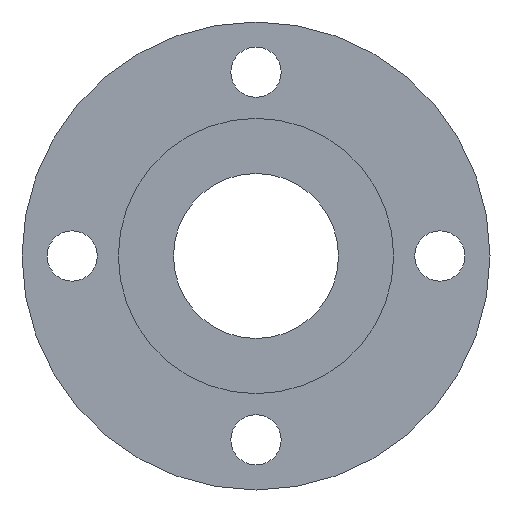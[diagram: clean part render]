
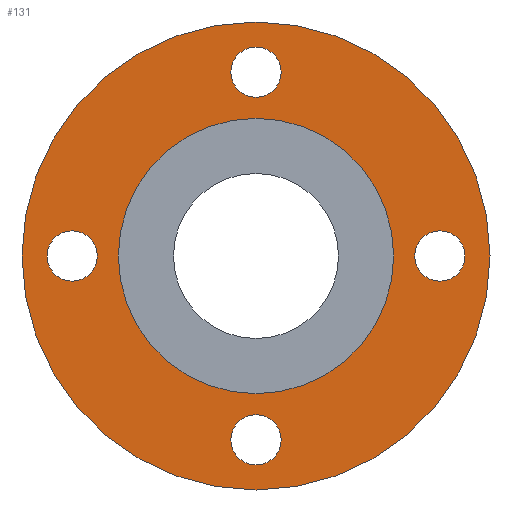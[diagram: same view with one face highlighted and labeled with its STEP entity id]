
A CAD part, front view. The second image highlights one B-rep face of the part: STEP entity #131.
In plain terms, the highlighted planar face has unit normal (0, -1, 0).
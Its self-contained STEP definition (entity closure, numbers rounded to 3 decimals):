
#3 = DIRECTION ( 'NONE',  ( 0., -1., 0. ) ) ;
#10 = EDGE_LOOP ( 'NONE', ( #511, #369 ) ) ;
#15 = DIRECTION ( 'NONE',  ( 0., 1., 0. ) ) ;
#21 = VERTEX_POINT ( 'NONE', #32 ) ;
#32 = CARTESIAN_POINT ( 'NONE',  ( -60.3, 1.6, 0. ) ) ;
#37 = DIRECTION ( 'NONE',  ( 0., -1., 0. ) ) ;
#51 = EDGE_CURVE ( 'NONE', #557, #890, #413, .T. ) ;
#57 = DIRECTION ( 'NONE',  ( 0., 0., 1. ) ) ;
#64 = FACE_BOUND ( 'NONE', #357, .T. ) ;
#72 = EDGE_CURVE ( 'NONE', #548, #729, #798, .T. ) ;
#74 = VERTEX_POINT ( 'NONE', #380 ) ;
#75 = DIRECTION ( 'NONE',  ( 0., 1., 0. ) ) ;
#99 = AXIS2_PLACEMENT_3D ( 'NONE', #734, #599, #252 ) ;
#114 = CARTESIAN_POINT ( 'NONE',  ( 0., 1.6, 69.85 ) ) ;
#119 = CARTESIAN_POINT ( 'NONE',  ( 0., 1.6, 0. ) ) ;
#123 = FACE_BOUND ( 'NONE', #816, .T. ) ;
#127 = EDGE_CURVE ( 'NONE', #595, #168, #663, .T. ) ;
#131 = ADVANCED_FACE ( 'NONE', ( #362, #687, #260, #123, #64, #682 ), #202, .T. ) ;
#136 = CARTESIAN_POINT ( 'NONE',  ( 0., 1.6, -69.85 ) ) ;
#139 = AXIS2_PLACEMENT_3D ( 'NONE', #562, #781, #502 ) ;
#149 = CIRCLE ( 'NONE', #530, 9.55 ) ;
#150 = CIRCLE ( 'NONE', #719, 9.55 ) ;
#157 = DIRECTION ( 'NONE',  ( 0., 0., 1. ) ) ;
#160 = DIRECTION ( 'NONE',  ( 0., -1., 0. ) ) ;
#167 = ORIENTED_EDGE ( 'NONE', *, *, #356, .T. ) ;
#168 = VERTEX_POINT ( 'NONE', #482 ) ;
#172 = CARTESIAN_POINT ( 'NONE',  ( -69.85, 1.6, 0. ) ) ;
#189 = DIRECTION ( 'NONE',  ( 0., 0., 1. ) ) ;
#202 = PLANE ( 'NONE',  #334 ) ;
#210 = CIRCLE ( 'NONE', #706, 9.55 ) ;
#211 = ORIENTED_EDGE ( 'NONE', *, *, #51, .F. ) ;
#232 = VERTEX_POINT ( 'NONE', #753 ) ;
#237 = ORIENTED_EDGE ( 'NONE', *, *, #763, .F. ) ;
#242 = EDGE_LOOP ( 'NONE', ( #264, #657 ) ) ;
#249 = EDGE_CURVE ( 'NONE', #890, #557, #462, .T. ) ;
#251 = AXIS2_PLACEMENT_3D ( 'NONE', #588, #37, #529 ) ;
#252 = DIRECTION ( 'NONE',  ( 0., 0., 1. ) ) ;
#260 = FACE_BOUND ( 'NONE', #10, .T. ) ;
#264 = ORIENTED_EDGE ( 'NONE', *, *, #127, .F. ) ;
#265 = CARTESIAN_POINT ( 'NONE',  ( 0., 1.6, 52.3 ) ) ;
#267 = DIRECTION ( 'NONE',  ( 0., 0., -1. ) ) ;
#277 = EDGE_CURVE ( 'NONE', #168, #595, #210, .T. ) ;
#296 = EDGE_LOOP ( 'NONE', ( #237, #784 ) ) ;
#297 = CARTESIAN_POINT ( 'NONE',  ( 79.4, 1.6, 0. ) ) ;
#298 = CARTESIAN_POINT ( 'NONE',  ( 0., 1.6, -79.4 ) ) ;
#302 = DIRECTION ( 'NONE',  ( 1., 0., 0. ) ) ;
#307 = CARTESIAN_POINT ( 'NONE',  ( 69.85, 1.6, 0. ) ) ;
#318 = CIRCLE ( 'NONE', #909, 52.3 ) ;
#320 = CARTESIAN_POINT ( 'NONE',  ( 60.3, 1.6, 0. ) ) ;
#329 = CARTESIAN_POINT ( 'NONE',  ( 0., 1.6, 88.9 ) ) ;
#334 = AXIS2_PLACEMENT_3D ( 'NONE', #550, #399, #267 ) ;
#344 = VERTEX_POINT ( 'NONE', #298 ) ;
#356 = EDGE_CURVE ( 'NONE', #74, #643, #318, .T. ) ;
#357 = EDGE_LOOP ( 'NONE', ( #519, #167 ) ) ;
#362 = FACE_BOUND ( 'NONE', #296, .T. ) ;
#364 = AXIS2_PLACEMENT_3D ( 'NONE', #119, #374, #770 ) ;
#365 = EDGE_LOOP ( 'NONE', ( #381, #211 ) ) ;
#369 = ORIENTED_EDGE ( 'NONE', *, *, #779, .F. ) ;
#374 = DIRECTION ( 'NONE',  ( 0., 1., 0. ) ) ;
#380 = CARTESIAN_POINT ( 'NONE',  ( 0., 1.6, -52.3 ) ) ;
#381 = ORIENTED_EDGE ( 'NONE', *, *, #249, .F. ) ;
#393 = AXIS2_PLACEMENT_3D ( 'NONE', #114, #3, #189 ) ;
#399 = DIRECTION ( 'NONE',  ( 0., -1., 0. ) ) ;
#402 = DIRECTION ( 'NONE',  ( 0., -1., 0. ) ) ;
#413 = CIRCLE ( 'NONE', #99, 88.9 ) ;
#425 = DIRECTION ( 'NONE',  ( 0., 0., -1. ) ) ;
#427 = DIRECTION ( 'NONE',  ( 0., 0., 1. ) ) ;
#462 = CIRCLE ( 'NONE', #364, 88.9 ) ;
#478 = EDGE_CURVE ( 'NONE', #232, #21, #149, .T. ) ;
#482 = CARTESIAN_POINT ( 'NONE',  ( 0., 1.6, 79.4 ) ) ;
#484 = DIRECTION ( 'NONE',  ( 0., -1., 0. ) ) ;
#487 = AXIS2_PLACEMENT_3D ( 'NONE', #136, #484, #425 ) ;
#502 = DIRECTION ( 'NONE',  ( -1., 0., 0. ) ) ;
#504 = CARTESIAN_POINT ( 'NONE',  ( 0., 1.6, 69.85 ) ) ;
#511 = ORIENTED_EDGE ( 'NONE', *, *, #72, .F. ) ;
#519 = ORIENTED_EDGE ( 'NONE', *, *, #705, .T. ) ;
#529 = DIRECTION ( 'NONE',  ( 1., 0., 0. ) ) ;
#530 = AXIS2_PLACEMENT_3D ( 'NONE', #172, #402, #797 ) ;
#547 = CIRCLE ( 'NONE', #139, 9.55 ) ;
#548 = VERTEX_POINT ( 'NONE', #320 ) ;
#550 = CARTESIAN_POINT ( 'NONE',  ( 0., 1.6, 52.3 ) ) ;
#557 = VERTEX_POINT ( 'NONE', #593 ) ;
#562 = CARTESIAN_POINT ( 'NONE',  ( -69.85, 1.6, 0. ) ) ;
#565 = CARTESIAN_POINT ( 'NONE',  ( 0., 1.6, -60.3 ) ) ;
#588 = CARTESIAN_POINT ( 'NONE',  ( 69.85, 1.6, 0. ) ) ;
#593 = CARTESIAN_POINT ( 'NONE',  ( 0., 1.6, -88.9 ) ) ;
#595 = VERTEX_POINT ( 'NONE', #815 ) ;
#599 = DIRECTION ( 'NONE',  ( 0., 1., 0. ) ) ;
#602 = EDGE_CURVE ( 'NONE', #767, #344, #660, .T. ) ;
#612 = DIRECTION ( 'NONE',  ( 0., -1., 0. ) ) ;
#643 = VERTEX_POINT ( 'NONE', #265 ) ;
#657 = ORIENTED_EDGE ( 'NONE', *, *, #277, .F. ) ;
#660 = CIRCLE ( 'NONE', #487, 9.55 ) ;
#663 = CIRCLE ( 'NONE', #393, 9.55 ) ;
#680 = EDGE_CURVE ( 'NONE', #344, #767, #864, .T. ) ;
#682 = FACE_OUTER_BOUND ( 'NONE', #365, .T. ) ;
#683 = DIRECTION ( 'NONE',  ( 0., 0., -1. ) ) ;
#687 = FACE_BOUND ( 'NONE', #242, .T. ) ;
#700 = CARTESIAN_POINT ( 'NONE',  ( 0., 1.6, 0. ) ) ;
#703 = CIRCLE ( 'NONE', #819, 52.3 ) ;
#705 = EDGE_CURVE ( 'NONE', #643, #74, #703, .T. ) ;
#706 = AXIS2_PLACEMENT_3D ( 'NONE', #504, #160, #427 ) ;
#719 = AXIS2_PLACEMENT_3D ( 'NONE', #307, #785, #302 ) ;
#729 = VERTEX_POINT ( 'NONE', #297 ) ;
#734 = CARTESIAN_POINT ( 'NONE',  ( 0., 1.6, 0. ) ) ;
#753 = CARTESIAN_POINT ( 'NONE',  ( -79.4, 1.6, 0. ) ) ;
#763 = EDGE_CURVE ( 'NONE', #21, #232, #547, .T. ) ;
#767 = VERTEX_POINT ( 'NONE', #565 ) ;
#770 = DIRECTION ( 'NONE',  ( 0., 0., 1. ) ) ;
#778 = CARTESIAN_POINT ( 'NONE',  ( 0., 1.6, 0. ) ) ;
#779 = EDGE_CURVE ( 'NONE', #729, #548, #150, .T. ) ;
#781 = DIRECTION ( 'NONE',  ( 0., -1., 0. ) ) ;
#784 = ORIENTED_EDGE ( 'NONE', *, *, #478, .F. ) ;
#785 = DIRECTION ( 'NONE',  ( 0., -1., 0. ) ) ;
#797 = DIRECTION ( 'NONE',  ( -1., 0., 0. ) ) ;
#798 = CIRCLE ( 'NONE', #251, 9.55 ) ;
#815 = CARTESIAN_POINT ( 'NONE',  ( 0., 1.6, 60.3 ) ) ;
#816 = EDGE_LOOP ( 'NONE', ( #908, #904 ) ) ;
#819 = AXIS2_PLACEMENT_3D ( 'NONE', #700, #75, #57 ) ;
#848 = AXIS2_PLACEMENT_3D ( 'NONE', #902, #612, #683 ) ;
#864 = CIRCLE ( 'NONE', #848, 9.55 ) ;
#890 = VERTEX_POINT ( 'NONE', #329 ) ;
#902 = CARTESIAN_POINT ( 'NONE',  ( 0., 1.6, -69.85 ) ) ;
#904 = ORIENTED_EDGE ( 'NONE', *, *, #680, .F. ) ;
#908 = ORIENTED_EDGE ( 'NONE', *, *, #602, .F. ) ;
#909 = AXIS2_PLACEMENT_3D ( 'NONE', #778, #15, #157 ) ;
